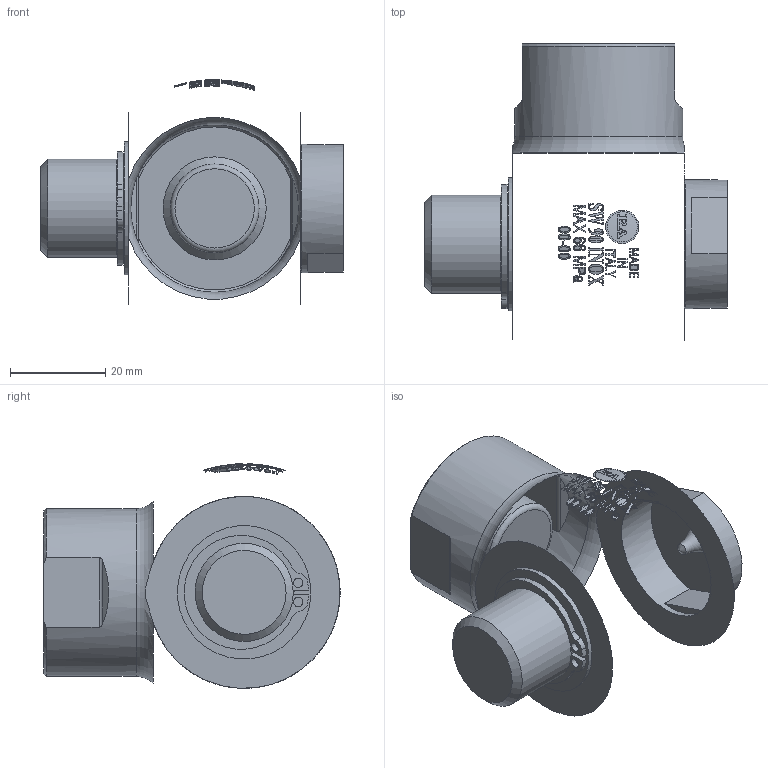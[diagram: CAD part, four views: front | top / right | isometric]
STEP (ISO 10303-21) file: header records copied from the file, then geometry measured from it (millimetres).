
FILE_DESCRIPTION(/* description */ ('SW90 - INOX G1/2 600bar'),/* implementation_level */ '2;1');
FILE_NAME(/* name */ '26133000.stp',/* time_stamp */ '2014-10-16T08:53:14+02:00',/* author */ ('PaoloC'),/* organization */ (''),/* preprocessor_version */ 'ST-DEVELOPER v15.2',/* originating_system */ 'Autodesk Inventor 2014',/* authorisation */ '');
FILE_SCHEMA (('AUTOMOTIVE_DESIGN { 1 0 10303 214 3 1 1 }'));
Length unit declared in the file: millimetre
Products named in the file (1): 26133000
Bounding box: 63.5 x 62.12 x 47.12 mm (x, y, z)
Volume: 94131.7 mm3; surface area: 14104.9 mm2
Topology: 1 solids, 1 shells, 573 faces, 1537 edges, 1022 vertices
Faces by surface type: plane 291, bspline 198, sphere 53, cylinder 21, cone 6, torus 4
Full cylindrical faces by diameter (mm): 2 x2, 6.3 x1, 7 x1, 18.631 x1, 19.8 x1, 20.6 x1, 27 x1, 28 x1, 35.2 x1
Entity records: 23057 total; most frequent: CARTESIAN_POINT 9030, ORIENTED_EDGE 3020, DIRECTION 2440, EDGE_CURVE 1510, VERTEX_POINT 1014, AXIS2_PLACEMENT_3D 968, EDGE_LOOP 652, CIRCLE 590
